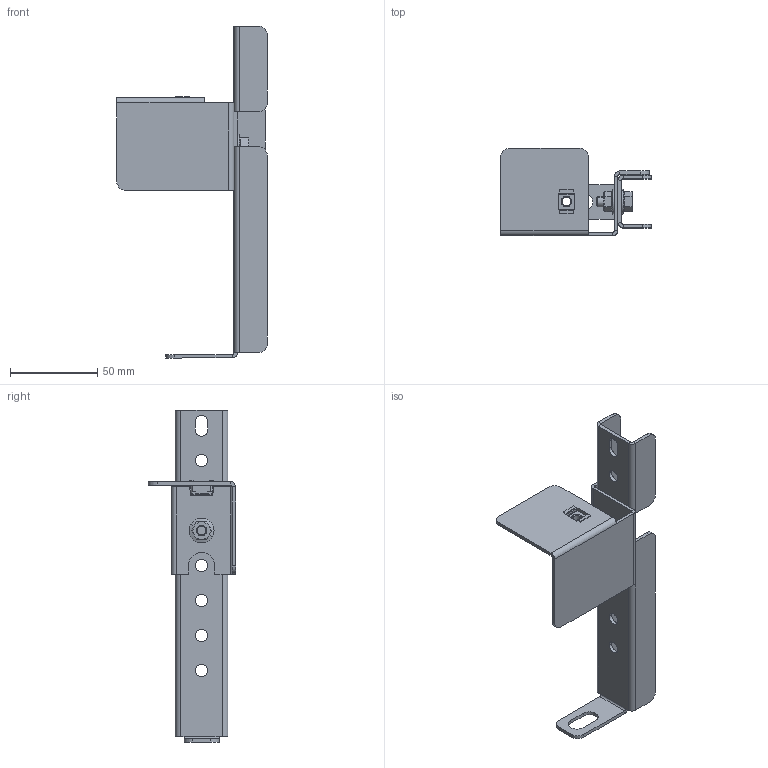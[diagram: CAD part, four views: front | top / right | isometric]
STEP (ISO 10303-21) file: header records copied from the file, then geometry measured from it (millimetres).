
FILE_DESCRIPTION (( 'STEP AP203' ), '1' );
FILE_NAME ('TI-00D-RMP-025 TITAN Ðåéêà äëÿ ðåãóëèð. ìîíòàæ. ïàíåëè 250 (4øò_êîìïë) IEK.STEP', '2024-02-05T13:29:09', ( '' ), ( '' ), 'SwSTEP 2.0', 'SolidWorks 2022', '' );
FILE_SCHEMA (( 'CONFIG_CONTROL_DESIGN' ));
Length unit declared in the file: millimetre
Products named in the file (7): КИВА 240.02.02-15_-25 (В=250); Гайка фланцевая DIN 6923_М6; IND-M1F-03-0002_Гайка закладная M6-ZI-095-27 OCYNK; TI-00D-RMP-025 TITAN Рейка для регулир. монтаж. панели 250 (4шт_компл) IEK; Рис. 2 установка подв. профиля; КИВА 240.02.01_КИВА 240.02.01; Болт фланцевый DIN 6921_M6x14
Assembly tree (6 placements, depth 3):
  TI-00D-RMP-025 TITAN Рейка для регулир. монтаж. панели 250 (4шт_компл) IEK
    Рис. 2 установка подв. профиля
      КИВА 240.02.02-15_-25 (В=250)
      КИВА 240.02.01_КИВА 240.02.01
      Болт фланцевый DIN 6921_M6x14
      Гайка фланцевая DIN 6923_М6
      IND-M1F-03-0002_Гайка закладная M6-ZI-095-27 OCYNK
Bounding box: 86 x 50 x 190 mm (x, y, z)
Volume: 40673.4 mm3; surface area: 43728.7 mm2
Topology: 5 solids, 5 shells, 293 faces, 752 edges, 468 vertices
Faces by surface type: plane 155, cylinder 108, cone 22, bspline 6, torus 2
Entity records: 9931 total; most frequent: CARTESIAN_POINT 2039, ORIENTED_EDGE 1504, DIRECTION 1494, EDGE_CURVE 752, AXIS2_PLACEMENT_3D 525, VERTEX_POINT 468, LINE 444, VECTOR 444
